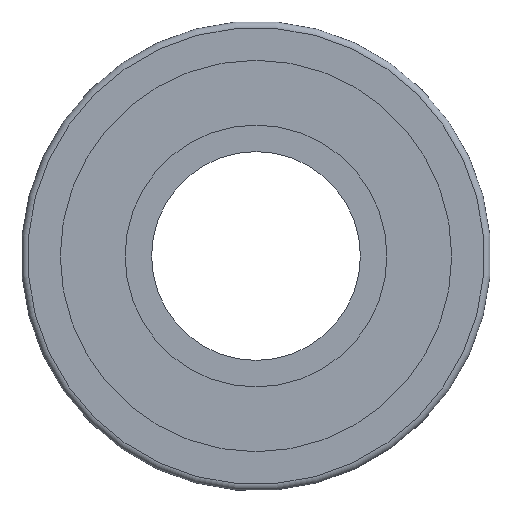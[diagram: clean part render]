
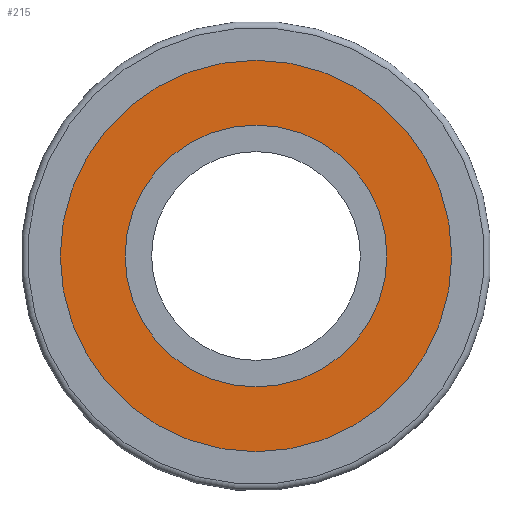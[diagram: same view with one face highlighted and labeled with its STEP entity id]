
A CAD part, front view. The second image highlights one B-rep face of the part: STEP entity #215.
In plain terms, the highlighted planar face has unit normal (0, -1, 0).
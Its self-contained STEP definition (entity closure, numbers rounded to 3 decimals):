
#40=FACE_BOUND('',#69,.T.);
#50=FACE_OUTER_BOUND('',#68,.T.);
#68=EDGE_LOOP('',(#165));
#69=EDGE_LOOP('',(#166));
#88=CIRCLE('',#248,5.018);
#90=CIRCLE('',#251,7.5);
#108=VERTEX_POINT('',#371);
#110=VERTEX_POINT('',#377);
#127=EDGE_CURVE('',#108,#108,#88,.T.);
#131=EDGE_CURVE('',#110,#110,#90,.T.);
#165=ORIENTED_EDGE('',*,*,#131,.F.);
#166=ORIENTED_EDGE('',*,*,#127,.T.);
#205=PLANE('',#252);
#215=ADVANCED_FACE('',(#50,#40),#205,.T.);
#248=AXIS2_PLACEMENT_3D('',#372,#295,#296);
#251=AXIS2_PLACEMENT_3D('',#379,#303,#304);
#252=AXIS2_PLACEMENT_3D('',#380,#305,#306);
#295=DIRECTION('center_axis',(0.,1.,0.));
#296=DIRECTION('ref_axis',(1.,0.,0.));
#303=DIRECTION('center_axis',(0.,1.,0.));
#304=DIRECTION('ref_axis',(1.,0.,0.));
#305=DIRECTION('center_axis',(0.,-1.,0.));
#306=DIRECTION('ref_axis',(1.,0.,0.));
#371=CARTESIAN_POINT('',(35.959,-37.442,31.154));
#372=CARTESIAN_POINT('Origin',(40.977,-37.442,31.154));
#377=CARTESIAN_POINT('',(33.477,-37.442,31.154));
#379=CARTESIAN_POINT('Origin',(40.977,-37.442,31.154));
#380=CARTESIAN_POINT('Origin',(40.977,-37.442,31.154));
